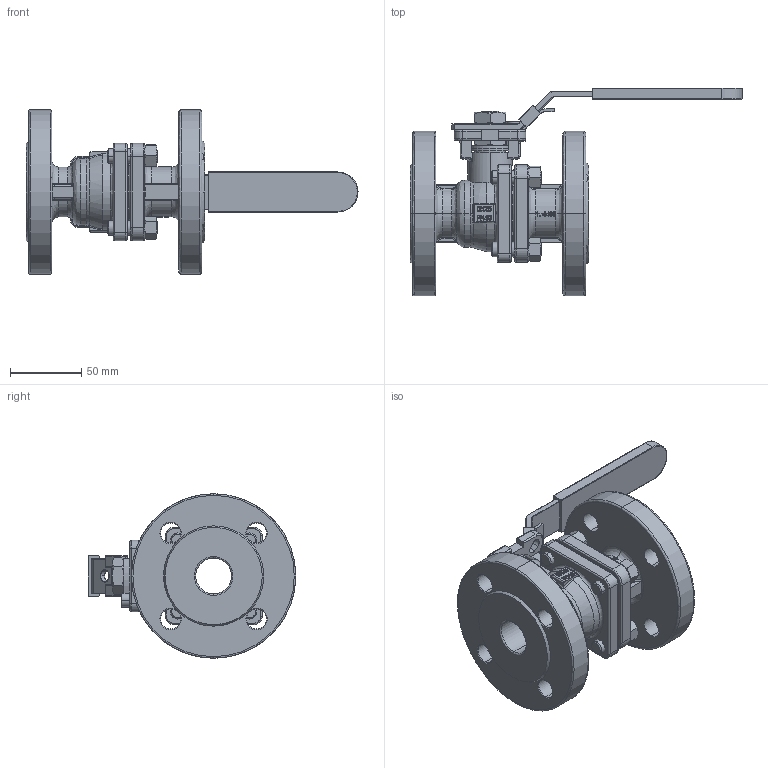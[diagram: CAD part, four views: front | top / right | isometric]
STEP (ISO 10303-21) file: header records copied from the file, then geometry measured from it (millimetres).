
FILE_DESCRIPTION (( 'STEP AP203' ), '1' );
FILE_NAME ('KV-L6N DN25.STEP', '2022-01-11T01:49:35', ( '' ), ( '' ), 'SwSTEP 2.0', 'SolidWorks 2013', '' );
FILE_SCHEMA (( 'CONFIG_CONTROL_DESIGN' ));
Length unit declared in the file: millimetre
Products named in the file (14): 概裝; 方口垫圈; 跡鰍; socket head cap screw_iso_ISO 4762 M6 x 16 --- 16N; 評倛粟え; KV-L6N DN25; 滅侂菜え; 忒梟; hex jam nut_ai_HJNUT 0.5625-18-D-N; hex nut_ai_HNUT 0.3750-16-D-N; hex nut gradec_iso_Hexagon Nut ISO - 4034 - M6 - N; KV-L6N DN25PN40概极; continous stud_am_AM -- M10 x 35  N; KV-L6N DN25PN40概裔
Assembly tree (21 placements, depth 2):
  KV-L6N DN25
    KV-L6N DN25PN40概极
    KV-L6N DN25PN40概裔
    概裝
    跡鰍
    評倛粟え  x2
    hex jam nut_ai_HJNUT 0.5625-18-D-N  x2
    方口垫圈
    滅侂菜え
    忒梟
    continous stud_am_AM -- M10 x 35  N  x4
    hex nut_ai_HNUT 0.3750-16-D-N  x4
    socket head cap screw_iso_ISO 4762 M6 x 16 --- 16N
    hex nut gradec_iso_Hexagon Nut ISO - 4034 - M6 - N
Bounding box: 232.22 x 145.23 x 115 mm (x, y, z)
Volume: 547707.3 mm3; surface area: 138328.6 mm2
Topology: 22 solids, 22 shells, 1229 faces, 3059 edges, 1902 vertices
Faces by surface type: plane 506, cylinder 306, bspline 219, cone 198
Entity records: 59836 total; most frequent: CARTESIAN_POINT 33112, ORIENTED_EDGE 5514, DIRECTION 4789, EDGE_CURVE 2757, VERTEX_POINT 1733, AXIS2_PLACEMENT_3D 1704, VECTOR 1381, LINE 1381
